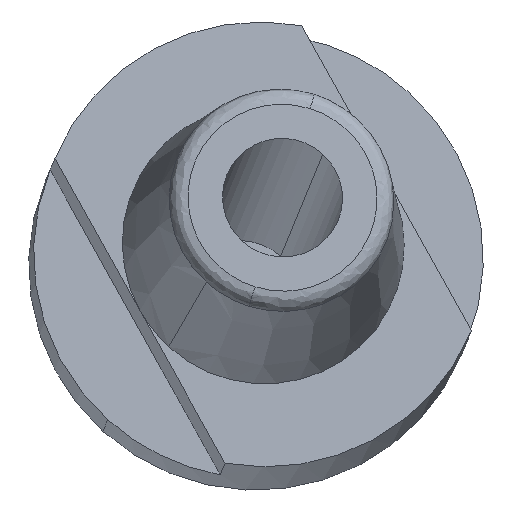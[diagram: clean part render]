
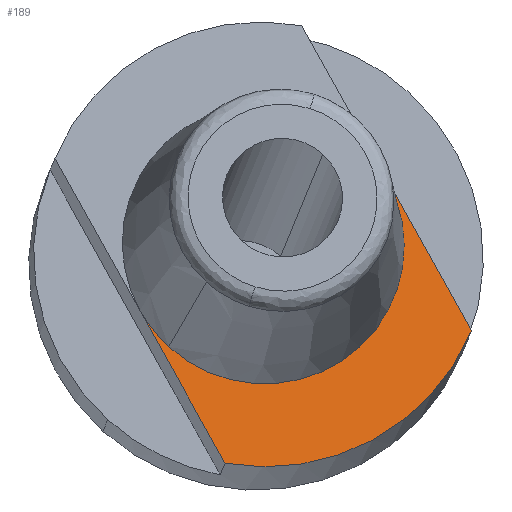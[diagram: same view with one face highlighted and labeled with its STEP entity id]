
A CAD part, top view. The second image highlights one B-rep face of the part: STEP entity #189.
In plain terms, the highlighted planar face has unit normal (0.067, 0.16, 0.985).
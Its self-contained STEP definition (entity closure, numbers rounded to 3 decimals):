
#35 = CARTESIAN_POINT ( 'NONE',  ( 5.406, 2.422, 26.893 ) ) ;
#49 = DIRECTION ( 'NONE',  ( 0.668, 0.726, -0.163 ) ) ;
#53 = DIRECTION ( 'NONE',  ( 0.067, 0.16, 0.985 ) ) ;
#57 = CARTESIAN_POINT ( 'NONE',  ( 7.456, 3.525, 26.574 ) ) ;
#77 = CARTESIAN_POINT ( 'NONE',  ( 9.506, 4.628, 26.255 ) ) ;
#189 = ADVANCED_FACE ( 'NONE', ( #1219 ), #805, .T. ) ;
#197 = LINE ( 'NONE', #458, #429 ) ;
#200 = CARTESIAN_POINT ( 'NONE',  ( 6.82, -0.116, 27.21 ) ) ;
#217 = CIRCLE ( 'NONE', #241, 2.35 ) ;
#240 = ORIENTED_EDGE ( 'NONE', *, *, #253, .F. ) ;
#241 = AXIS2_PLACEMENT_3D ( 'NONE', #752, #727, #715 ) ;
#253 = EDGE_CURVE ( 'NONE', #364, #255, #217, .T. ) ;
#255 = VERTEX_POINT ( 'NONE', #1061 ) ;
#321 = EDGE_CURVE ( 'NONE', #255, #1203, #489, .T. ) ;
#327 = DIRECTION ( 'NONE',  ( 0.484, -0.868, 0.108 ) ) ;
#364 = VERTEX_POINT ( 'NONE', #836 ) ;
#386 = DIRECTION ( 'NONE',  ( -0.484, 0.868, -0.108 ) ) ;
#408 = VERTEX_POINT ( 'NONE', #487 ) ;
#426 = EDGE_CURVE ( 'NONE', #364, #585, #430, .T. ) ;
#429 = VECTOR ( 'NONE', #386, 1000. ) ;
#430 = LINE ( 'NONE', #35, #1214 ) ;
#458 = CARTESIAN_POINT ( 'NONE',  ( 10.921, 2.091, 26.572 ) ) ;
#487 = CARTESIAN_POINT ( 'NONE',  ( 10.921, 2.091, 26.572 ) ) ;
#489 = CIRCLE ( 'NONE', #1006, 2.35 ) ;
#530 = DIRECTION ( 'NONE',  ( -0.668, -0.726, 0.163 ) ) ;
#585 = VERTEX_POINT ( 'NONE', #200 ) ;
#662 = AXIS2_PLACEMENT_3D ( 'NONE', #1141, #1303, #530 ) ;
#680 = AXIS2_PLACEMENT_3D ( 'NONE', #1151, #1185, #1218 ) ;
#695 = EDGE_CURVE ( 'NONE', #585, #408, #1254, .T. ) ;
#715 = DIRECTION ( 'NONE',  ( 0.668, 0.726, -0.163 ) ) ;
#727 = DIRECTION ( 'NONE',  ( 0.067, 0.16, 0.985 ) ) ;
#742 = ORIENTED_EDGE ( 'NONE', *, *, #972, .T. ) ;
#752 = CARTESIAN_POINT ( 'NONE',  ( 7.456, 3.525, 26.574 ) ) ;
#780 = ORIENTED_EDGE ( 'NONE', *, *, #426, .T. ) ;
#805 = PLANE ( 'NONE',  #662 ) ;
#836 = CARTESIAN_POINT ( 'NONE',  ( 5.406, 2.422, 26.893 ) ) ;
#846 = EDGE_LOOP ( 'NONE', ( #742, #1271, #240, #780, #1300 ) ) ;
#972 = EDGE_CURVE ( 'NONE', #408, #1203, #197, .T. ) ;
#1006 = AXIS2_PLACEMENT_3D ( 'NONE', #57, #53, #49 ) ;
#1061 = CARTESIAN_POINT ( 'NONE',  ( 5.885, 1.82, 26.958 ) ) ;
#1141 = CARTESIAN_POINT ( 'NONE',  ( 10.13, 6.085, 25.976 ) ) ;
#1151 = CARTESIAN_POINT ( 'NONE',  ( 7.456, 3.525, 26.574 ) ) ;
#1185 = DIRECTION ( 'NONE',  ( 0.067, 0.16, 0.985 ) ) ;
#1203 = VERTEX_POINT ( 'NONE', #77 ) ;
#1214 = VECTOR ( 'NONE', #327, 1000. ) ;
#1218 = DIRECTION ( 'NONE',  ( -0.668, -0.726, 0.163 ) ) ;
#1219 = FACE_OUTER_BOUND ( 'NONE', #846, .T. ) ;
#1254 = CIRCLE ( 'NONE', #680, 3.75 ) ;
#1271 = ORIENTED_EDGE ( 'NONE', *, *, #321, .F. ) ;
#1300 = ORIENTED_EDGE ( 'NONE', *, *, #695, .T. ) ;
#1303 = DIRECTION ( 'NONE',  ( 0.067, 0.16, 0.985 ) ) ;
